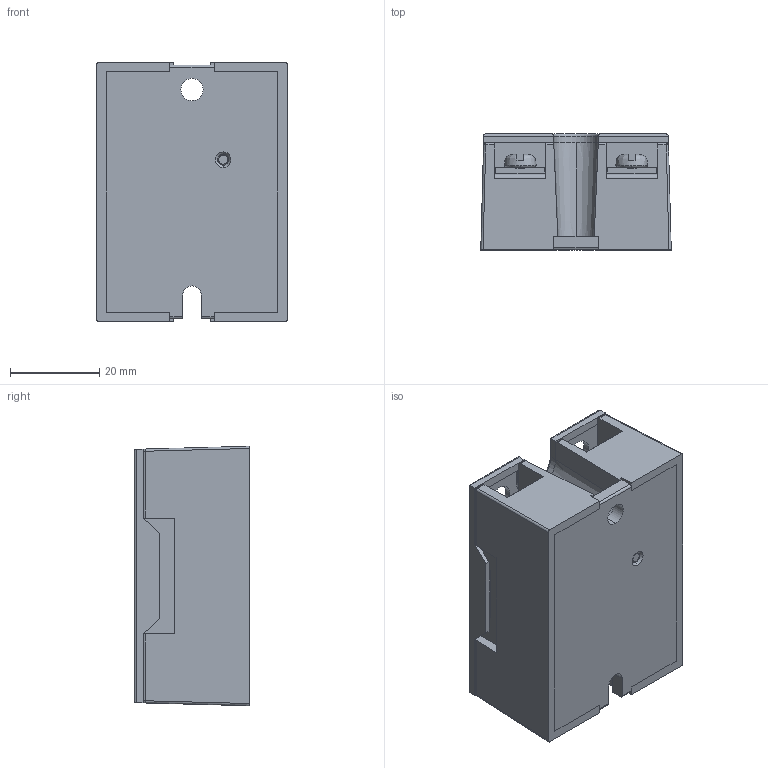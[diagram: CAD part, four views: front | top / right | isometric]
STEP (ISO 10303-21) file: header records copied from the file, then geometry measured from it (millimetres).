
FILE_DESCRIPTION (( 'STEP AP203' ), '1' );
FILE_NAME ('SE1206.Uxcell.SSR-25.A01.Final.Assembly.STEP', '2016-06-12T02:53:20', ( '' ), ( '' ), 'SwSTEP 2.0', 'SolidWorks 2015', '' );
FILE_SCHEMA (( 'CONFIG_CONTROL_DESIGN' ));
Length unit declared in the file: millimetre
Products named in the file (6): SE1206.Uxcell.SSR-25.B01.SSR.Body; SE1206.Uxcell.SSR-25.B02.Metal.Back.Cover; SE1206.Uxcell.SSR-25.A01.Final.Assembly; SE1206.Uxcell.SSR-25.B03.Metal.Contact; SE1206.Uxcell.SSR-25.B04.Contact.Bolt; SE1206.Uxcell.SSR-25.B05.Clear.Front.Cover
Assembly tree (11 placements, depth 2):
  SE1206.Uxcell.SSR-25.A01.Final.Assembly
    SE1206.Uxcell.SSR-25.B01.SSR.Body
    SE1206.Uxcell.SSR-25.B02.Metal.Back.Cover
    SE1206.Uxcell.SSR-25.B03.Metal.Contact  x4
    SE1206.Uxcell.SSR-25.B04.Contact.Bolt  x4
    SE1206.Uxcell.SSR-25.B05.Clear.Front.Cover
Bounding box: 42.76 x 26 x 58.26 mm (x, y, z)
Volume: 47386.3 mm3; surface area: 26170.7 mm2
Topology: 11 solids, 11 shells, 520 faces, 1426 edges, 933 vertices
Faces by surface type: plane 340, cylinder 133, torus 19, cone 16, bspline 8, sphere 4
Entity records: 10144 total; most frequent: CARTESIAN_POINT 1844, ORIENTED_EDGE 1608, DIRECTION 1514, EDGE_CURVE 804, VECTOR 620, LINE 620, VERTEX_POINT 525, AXIS2_PLACEMENT_3D 447
